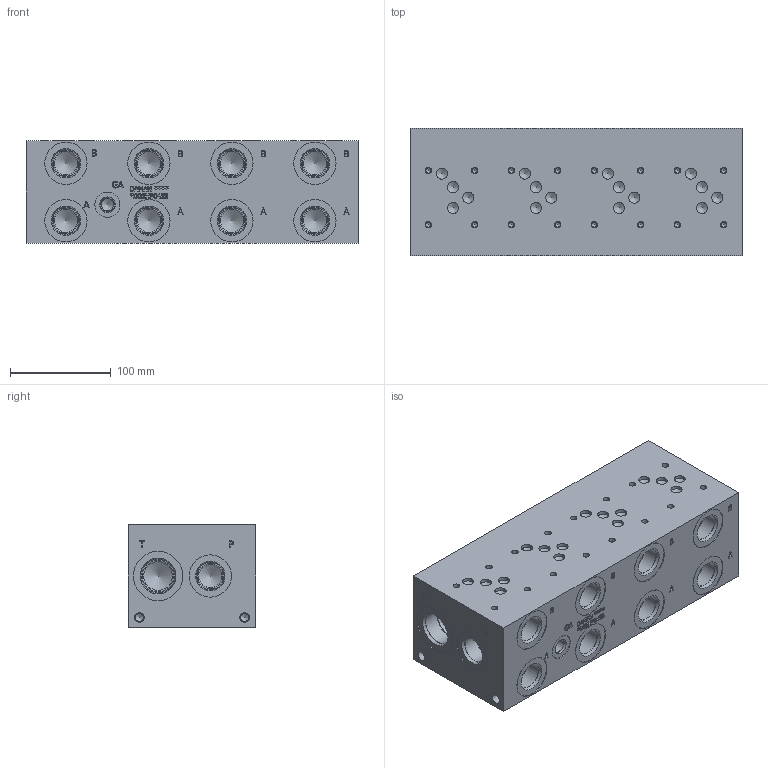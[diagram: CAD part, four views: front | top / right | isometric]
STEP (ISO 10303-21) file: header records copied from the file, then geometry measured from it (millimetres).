
FILE_DESCRIPTION(/* description */ (''),/* implementation_level */ '2;1');
FILE_NAME(/* name */ '_D05HP043S.stp',/* time_stamp */ '2020-03-10T12:27:53-04:00',/* author */ ('devonn'),/* organization */ (''),/* preprocessor_version */ 'ST-DEVELOPER v17',/* originating_system */ 'Autodesk Inventor 2019',/* authorisation */ '');
FILE_SCHEMA (('AUTOMOTIVE_DESIGN { 1 0 10303 214 3 1 1 }'));
Length unit declared in the file: millimetre
Products named in the file (1): Part_AD05HP043S_3D
Bounding box: 330.2 x 127 x 101.6 mm (x, y, z)
Volume: 3992944.3 mm3; surface area: 222946.2 mm2
Topology: 1 solids, 1 shells, 836 faces, 2277 edges, 1545 vertices
Faces by surface type: plane 442, bspline 182, cylinder 122, cone 90
Full cylindrical faces by diameter (mm): 5.105 x16, 6.35 x16, 7.925 x4, 9.525 x4, 11.113 x2, 11.125 x14, 12.294 x1, 12.9 x1, 14.275 x1, 14.529 x1, 23.012 x10, 24.917 x10, 25.019 x1, 26.99 x2, 27 x8, 27.432 x10, 28.575 x2, 31.267 x2, 33.34 x1, 33.35 x1, 33.757 x2, 35.509 x1, 42.037 x10, 49.124 x2
Entity records: 27821 total; most frequent: CARTESIAN_POINT 6976, ORIENTED_EDGE 4456, DIRECTION 3630, EDGE_CURVE 2228, VERTEX_POINT 1545, LINE 1408, VECTOR 1408, AXIS2_PLACEMENT_3D 1111
